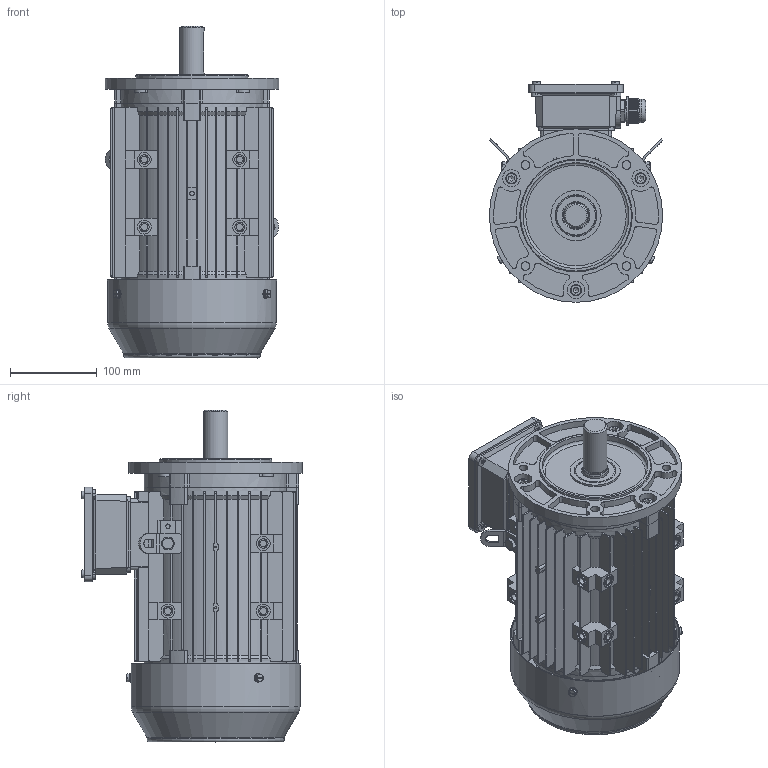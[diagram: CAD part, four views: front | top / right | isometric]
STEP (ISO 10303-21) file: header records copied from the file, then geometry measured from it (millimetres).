
FILE_DESCRIPTION(/* description */ (''),/* implementation_level */ '2;1');
FILE_NAME(/* name */ 'JL-100-B14B.stp',/* time_stamp */ '2018-12-30T14:36:40+08:00',/* author */ (''),/* organization */ (''),/* preprocessor_version */ 'ST-DEVELOPER v16.7',/* originating_system */ 'SIEMENS PLM Software NX 12.0',/* authorisation */ '');
FILE_SCHEMA (('AP203_CONFIGURATION_CONTROLLED_3D_DESIGN_OF_MECHANICAL_PARTS_AND_ASSEMBLIES_MIM_LF { 1 0 10303 403 2 1 2}'));
Products named in the file (1): JL-100-B14B
Bounding box: 200.01 x 254.5 x 383 mm (x, y, z)
Volume: 1845334.9 mm3; surface area: 1055117.6 mm2
Topology: 47 solids, 47 shells, 4269 faces, 11996 edges, 7968 vertices
Faces by surface type: plane 2580, cylinder 1319, cone 175, torus 160, bspline 29, sphere 6
Full cylindrical faces by diameter (mm): 2 x4, 4 x11, 4.48 x8, 4.8 x4, 5 x23, 5.3 x4, 5.8 x14, 7.188 x3, 8 x27, 8.58 x2, 9 x2, 9.1 x3, 10 x14, 11 x12, 13 x7, 14.785 x2, 16 x12, 17.188 x2, 20 x3, 20.312 x4, 23.438 x10, 24.219 x12, 25 x24, 25.781 x12, 26.562 x12, 26.953 x2, 27 x1, 27.2 x1, 28 x2, 28.2 x1
Entity records: 149095 total; most frequent: CARTESIAN_POINT 42534, ORIENTED_EDGE 22616, DIRECTION 20809, EDGE_CURVE 11308, VERTEX_POINT 7689, AXIS2_PLACEMENT_3D 7114, LINE 6581, VECTOR 6581
